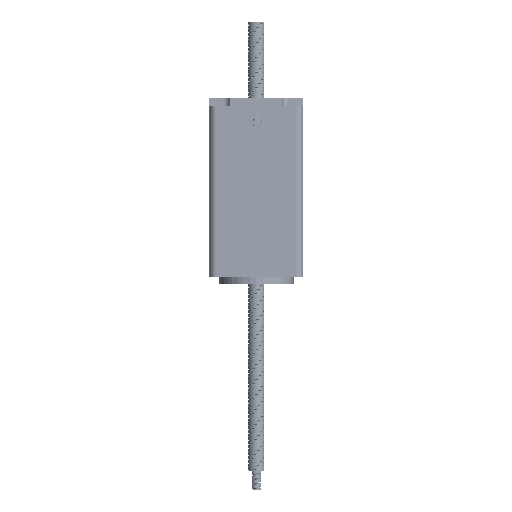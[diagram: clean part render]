
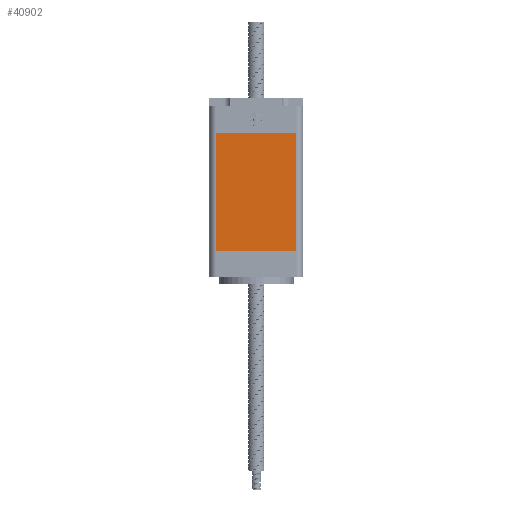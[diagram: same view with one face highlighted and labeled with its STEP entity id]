
A CAD part, top view. The second image highlights one B-rep face of the part: STEP entity #40902.
In plain terms, the highlighted face is planar.
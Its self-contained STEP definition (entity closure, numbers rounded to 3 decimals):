
#2107=LINE('',#64433,#6056);
#2256=LINE('',#65077,#6205);
#2405=LINE('',#65710,#6354);
#2406=LINE('',#65712,#6355);
#6056=VECTOR('',#50615,17.);
#6205=VECTOR('',#51138,17.);
#6354=VECTOR('',#51657,25.2);
#6355=VECTOR('',#51660,25.2);
#8897=PLANE('',#43937);
#11670=FACE_OUTER_BOUND('',#13972,.T.);
#13972=EDGE_LOOP('',(#32922,#32923,#32924,#32925));
#18994=VERTEX_POINT('',#64430);
#18995=VERTEX_POINT('',#64432);
#19302=VERTEX_POINT('',#65074);
#19303=VERTEX_POINT('',#65076);
#23851=EDGE_CURVE('',#18994,#18995,#2107,.T.);
#24186=EDGE_CURVE('',#19303,#19302,#2256,.T.);
#24517=EDGE_CURVE('',#18994,#19303,#2405,.T.);
#24518=EDGE_CURVE('',#18995,#19302,#2406,.T.);
#32922=ORIENTED_EDGE('',*,*,#24186,.T.);
#32923=ORIENTED_EDGE('',*,*,#24518,.F.);
#32924=ORIENTED_EDGE('',*,*,#23851,.F.);
#32925=ORIENTED_EDGE('',*,*,#24517,.T.);
#40902=ADVANCED_FACE('',(#11670),#8897,.F.);
#43937=AXIS2_PLACEMENT_3D('',#65711,#51658,#51659);
#50615=DIRECTION('',(0.,0.,-1.));
#51138=DIRECTION('',(0.,0.,-1.));
#51657=DIRECTION('',(-1.,0.,0.));
#51658=DIRECTION('center_axis',(0.,1.,0.));
#51659=DIRECTION('ref_axis',(0.,0.,1.));
#51660=DIRECTION('',(-1.,0.,0.));
#64430=CARTESIAN_POINT('',(25.2,-10.,8.5));
#64432=CARTESIAN_POINT('',(25.2,-10.,-8.5));
#64433=CARTESIAN_POINT('',(25.2,-10.,8.5));
#65074=CARTESIAN_POINT('',(0.,-10.,-8.5));
#65076=CARTESIAN_POINT('',(0.,-10.,8.5));
#65077=CARTESIAN_POINT('',(0.,-10.,8.5));
#65710=CARTESIAN_POINT('',(25.2,-10.,8.5));
#65711=CARTESIAN_POINT('Origin',(25.2,-10.,-8.5));
#65712=CARTESIAN_POINT('',(25.2,-10.,-8.5));
